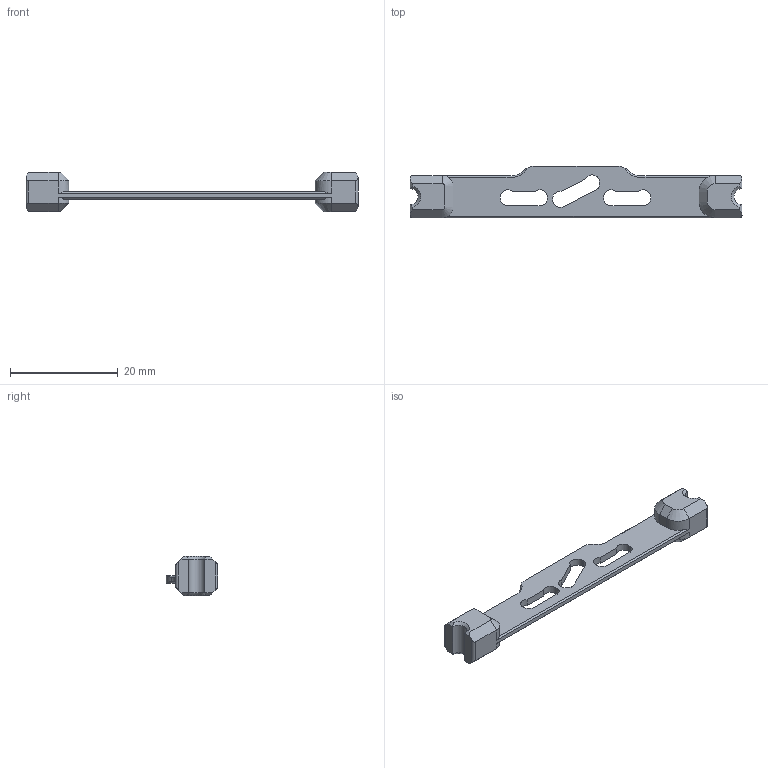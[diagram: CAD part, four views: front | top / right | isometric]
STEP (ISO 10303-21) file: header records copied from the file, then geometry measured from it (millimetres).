
FILE_DESCRIPTION(/* description */ (''),/* implementation_level */ '2;1');
FILE_NAME(/* name */ 'tirette v3 avec boutons (avec peinture 0.07mm aussi).step',/* time_stamp */ '2023-06-10T11:48:37+02:00',/* author */ (''),/* organization */ (''),/* preprocessor_version */ 'ST-DEVELOPER v19.2',/* originating_system */ 'Autodesk Translation Framework v12.6.0.85',/* authorisation */ '');
FILE_SCHEMA (('AUTOMOTIVE_DESIGN { 1 0 10303 214 3 1 1 }'));
Length unit declared in the file: millimetre
Products named in the file (2): QD Plate home made; Tirette
Assembly tree (1 placements, depth 2):
  QD Plate home made
    Tirette
Bounding box: 61.7 x 9.61 x 7.25 mm (x, y, z)
Volume: 1161.5 mm3; surface area: 1401.5 mm2
Topology: 1 solids, 1 shells, 102 faces, 272 edges, 172 vertices
Faces by surface type: plane 56, cylinder 30, cone 16
Entity records: 3308 total; most frequent: CARTESIAN_POINT 623, DIRECTION 546, ORIENTED_EDGE 544, EDGE_CURVE 272, AXIS2_PLACEMENT_3D 185, LINE 176, VECTOR 176, VERTEX_POINT 172
